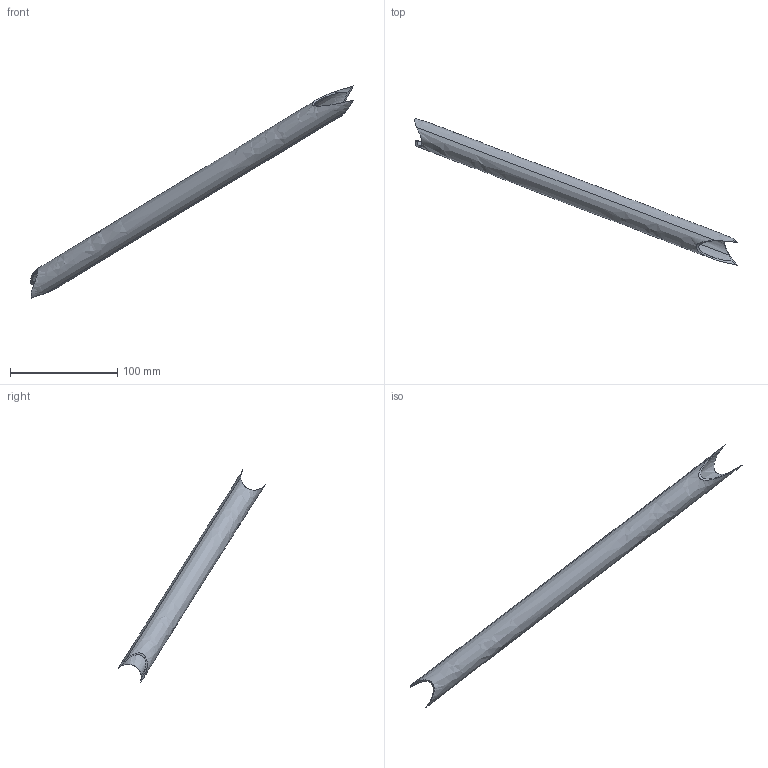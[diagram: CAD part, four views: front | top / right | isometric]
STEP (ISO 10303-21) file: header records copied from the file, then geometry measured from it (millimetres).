
FILE_DESCRIPTION(('CATIA V5 STEP Exchange'),'2;1');
FILE_NAME('16.stp','2018-12-01T17:21:35+00:00',('none'),('none'),'CATIA Version 5 Release 19 SP 2 (IN-10)','CATIA V5 STEP AP203','none');
FILE_SCHEMA(('CONFIG_CONTROL_DESIGN'));
Length unit declared in the file: millimetre
Products named in the file (1): Symmetry of Shape_734
Bounding box: 300.95 x 137.11 x 197.63 mm (x, y, z)
Volume: 37187.2 mm3; surface area: 50121.7 mm2
Topology: 1 solids, 1 shells, 11 faces, 36 edges, 25 vertices
Faces by surface type: cylinder 6, bspline 5
Entity records: 881 total; most frequent: CARTESIAN_POINT 617, ORIENTED_EDGE 72, EDGE_CURVE 36, B_SPLINE_CURVE_WITH_KNOTS 28, VERTEX_POINT 25, ADVANCED_FACE 11, EDGE_LOOP 11, FACE_OUTER_BOUND 11
